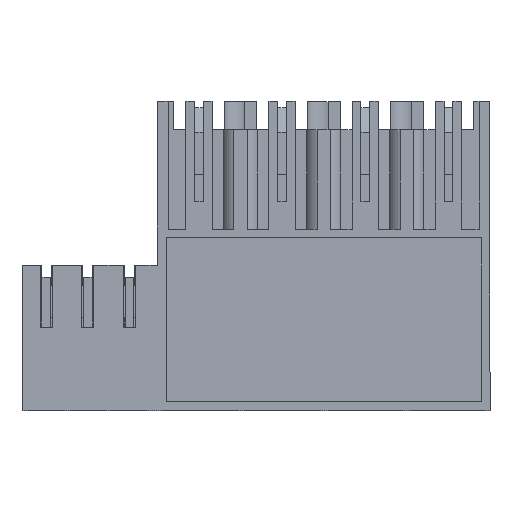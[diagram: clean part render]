
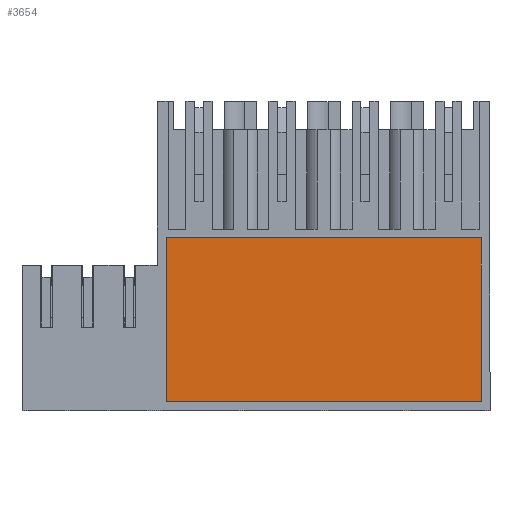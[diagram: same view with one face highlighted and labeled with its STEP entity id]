
A CAD part, top view. The second image highlights one B-rep face of the part: STEP entity #3654.
In plain terms, the highlighted planar face has unit normal (0, 0, 1).
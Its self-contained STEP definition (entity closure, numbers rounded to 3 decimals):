
#2114=AXIS2_PLACEMENT_3D('Plane Axis2P3D',#2111,#2112,#2113) ;
#2111=CARTESIAN_POINT('Axis2P3D Location',(70.59,-28.3,13.3)) ;
#3271=CARTESIAN_POINT('Line Origine',(-15.24,-27.5,13.3)) ;
#3275=CARTESIAN_POINT('Vertex',(-0.8,-27.5,13.3)) ;
#3277=CARTESIAN_POINT('Vertex',(-29.68,-27.5,13.3)) ;
#3302=CARTESIAN_POINT('Line Origine',(-29.68,-20.,13.3)) ;
#3306=CARTESIAN_POINT('Vertex',(-29.68,-12.5,13.3)) ;
#3326=CARTESIAN_POINT('Line Origine',(-15.24,-12.5,13.3)) ;
#3330=CARTESIAN_POINT('Vertex',(-0.8,-12.5,13.3)) ;
#3643=CARTESIAN_POINT('Line Origine',(-0.8,-20.,13.3)) ;
#2112=DIRECTION('Axis2P3D Direction',(0.,0.,1.)) ;
#2113=DIRECTION('Axis2P3D XDirection',(1.,0.,0.)) ;
#3272=DIRECTION('Vector Direction',(-1.,0.,0.)) ;
#3303=DIRECTION('Vector Direction',(0.,1.,0.)) ;
#3327=DIRECTION('Vector Direction',(1.,0.,0.)) ;
#3644=DIRECTION('Vector Direction',(0.,1.,0.)) ;
#3273=VECTOR('Line Direction',#3272,1.) ;
#3304=VECTOR('Line Direction',#3303,1.) ;
#3328=VECTOR('Line Direction',#3327,1.) ;
#3645=VECTOR('Line Direction',#3644,1.) ;
#3649=ORIENTED_EDGE('',*,*,#3332,.F.) ;
#3650=ORIENTED_EDGE('',*,*,#3308,.F.) ;
#3651=ORIENTED_EDGE('',*,*,#3279,.F.) ;
#3652=ORIENTED_EDGE('',*,*,#3647,.T.) ;
#3654=ADVANCED_FACE('HOUSING',(#3653),#2115,.T.) ;
#3279=EDGE_CURVE('',#3276,#3278,#3274,.T.) ;
#3308=EDGE_CURVE('',#3278,#3307,#3305,.T.) ;
#3332=EDGE_CURVE('',#3307,#3331,#3329,.T.) ;
#3647=EDGE_CURVE('',#3276,#3331,#3646,.T.) ;
#3648=EDGE_LOOP('',(#3649,#3650,#3651,#3652)) ;
#3653=FACE_OUTER_BOUND('',#3648,.T.) ;
#3274=LINE('Line',#3271,#3273) ;
#3305=LINE('Line',#3302,#3304) ;
#3329=LINE('Line',#3326,#3328) ;
#3646=LINE('Line',#3643,#3645) ;
#2115=PLANE('',#2114) ;
#3276=VERTEX_POINT('',#3275) ;
#3278=VERTEX_POINT('',#3277) ;
#3307=VERTEX_POINT('',#3306) ;
#3331=VERTEX_POINT('',#3330) ;
